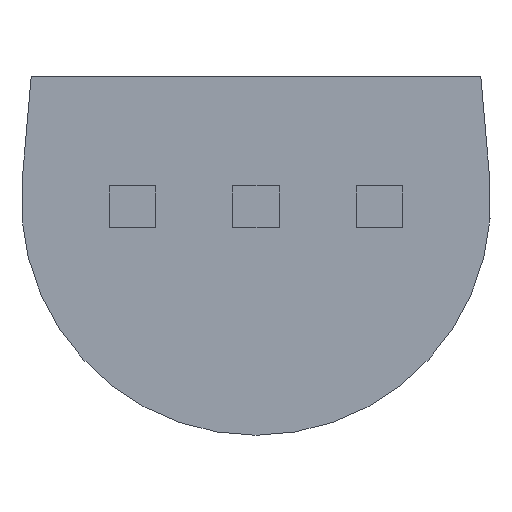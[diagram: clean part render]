
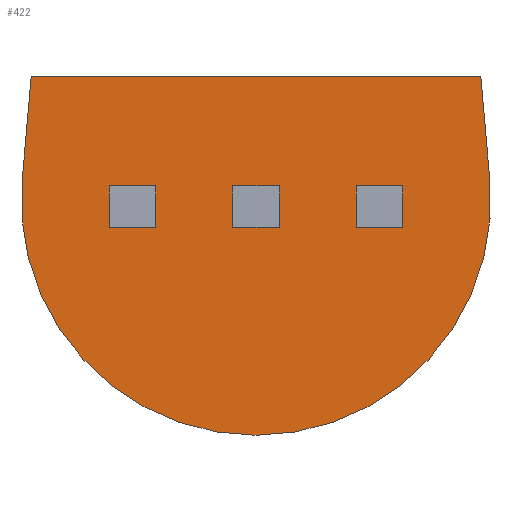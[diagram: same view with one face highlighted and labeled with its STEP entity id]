
A CAD part, front view. The second image highlights one B-rep face of the part: STEP entity #422.
In plain terms, the highlighted planar face has unit normal (0, -1, 0).
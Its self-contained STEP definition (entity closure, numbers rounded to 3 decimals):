
#19 = EDGE_CURVE ( 'NONE', #232, #661, #357, .T. ) ;
#57 = VECTOR ( 'NONE', #367, 1000. ) ;
#70 = EDGE_CURVE ( 'NONE', #408, #508, #617, .T. ) ;
#71 = CARTESIAN_POINT ( 'NONE',  ( 0., 0., 0.063 ) ) ;
#80 = AXIS2_PLACEMENT_3D ( 'NONE', #417, #97, #588 ) ;
#82 = EDGE_CURVE ( 'NONE', #508, #321, #592, .T. ) ;
#86 = CARTESIAN_POINT ( 'NONE',  ( -2.31, 0., 1.335 ) ) ;
#95 = VECTOR ( 'NONE', #478, 1000. ) ;
#97 = DIRECTION ( 'NONE',  ( 0., 1., 0. ) ) ;
#117 = DIRECTION ( 'NONE',  ( 1., 0., 0. ) ) ;
#147 = EDGE_CURVE ( 'NONE', #321, #232, #219, .T. ) ;
#154 = ORIENTED_EDGE ( 'NONE', *, *, #82, .F. ) ;
#170 = DIRECTION ( 'NONE',  ( 0., -1., 0. ) ) ;
#176 = DIRECTION ( 'NONE',  ( 0., 0., -1. ) ) ;
#177 = CARTESIAN_POINT ( 'NONE',  ( 2.31, 0., 1.335 ) ) ;
#180 = DIRECTION ( 'NONE',  ( 0., 1., 0. ) ) ;
#191 = ORIENTED_EDGE ( 'NONE', *, *, #419, .F. ) ;
#219 = LINE ( 'NONE', #733, #605 ) ;
#227 = AXIS2_PLACEMENT_3D ( 'NONE', #71, #180, #238 ) ;
#232 = VERTEX_POINT ( 'NONE', #177 ) ;
#238 = DIRECTION ( 'NONE',  ( 0., 0., 1. ) ) ;
#250 = CARTESIAN_POINT ( 'NONE',  ( -2.403, 0., 0.273 ) ) ;
#257 = ORIENTED_EDGE ( 'NONE', *, *, #19, .F. ) ;
#285 = CARTESIAN_POINT ( 'NONE',  ( 0., 0., 0.063 ) ) ;
#320 = CARTESIAN_POINT ( 'NONE',  ( 2.403, 0., 0.273 ) ) ;
#321 = VERTEX_POINT ( 'NONE', #86 ) ;
#357 = LINE ( 'NONE', #703, #57 ) ;
#367 = DIRECTION ( 'NONE',  ( 0.087, 0., -0.996 ) ) ;
#399 = PLANE ( 'NONE',  #642 ) ;
#408 = VERTEX_POINT ( 'NONE', #453 ) ;
#417 = CARTESIAN_POINT ( 'NONE',  ( 0., 0., 0.063 ) ) ;
#419 = EDGE_CURVE ( 'NONE', #661, #408, #521, .T. ) ;
#422 = ADVANCED_FACE ( 'NONE', ( #455 ), #399, .T. ) ;
#453 = CARTESIAN_POINT ( 'NONE',  ( 0., 0., -2.35 ) ) ;
#455 = FACE_OUTER_BOUND ( 'NONE', #513, .T. ) ;
#478 = DIRECTION ( 'NONE',  ( 0.087, 0., 0.996 ) ) ;
#508 = VERTEX_POINT ( 'NONE', #688 ) ;
#513 = EDGE_LOOP ( 'NONE', ( #154, #571, #191, #257, #673 ) ) ;
#521 = CIRCLE ( 'NONE', #227, 2.413 ) ;
#571 = ORIENTED_EDGE ( 'NONE', *, *, #70, .F. ) ;
#588 = DIRECTION ( 'NONE',  ( 0., 0., 1. ) ) ;
#592 = LINE ( 'NONE', #250, #95 ) ;
#605 = VECTOR ( 'NONE', #117, 1000. ) ;
#617 = CIRCLE ( 'NONE', #80, 2.413 ) ;
#642 = AXIS2_PLACEMENT_3D ( 'NONE', #285, #170, #176 ) ;
#661 = VERTEX_POINT ( 'NONE', #320 ) ;
#673 = ORIENTED_EDGE ( 'NONE', *, *, #147, .F. ) ;
#688 = CARTESIAN_POINT ( 'NONE',  ( -2.403, 0., 0.273 ) ) ;
#703 = CARTESIAN_POINT ( 'NONE',  ( 2.31, 0., 1.335 ) ) ;
#733 = CARTESIAN_POINT ( 'NONE',  ( -2.31, 0., 1.335 ) ) ;
